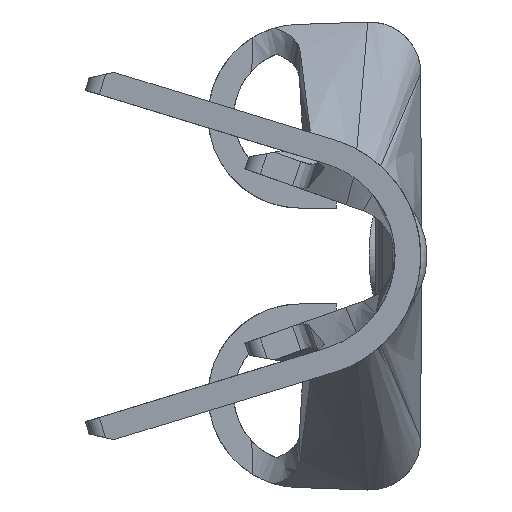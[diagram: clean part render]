
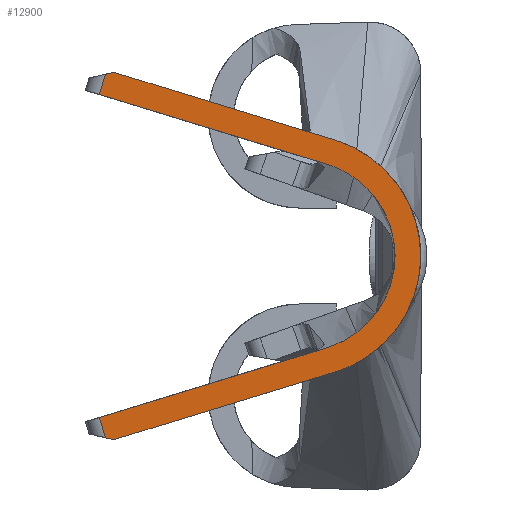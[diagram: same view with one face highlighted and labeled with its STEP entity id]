
A CAD part, left-side view. The second image highlights one B-rep face of the part: STEP entity #12900.
In plain terms, the highlighted planar face has unit normal (-0.996, 0.087, 0).
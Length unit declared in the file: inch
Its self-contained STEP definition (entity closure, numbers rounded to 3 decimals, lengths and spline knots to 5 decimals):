
#153 = DIRECTION ( 'NONE',  ( 0.085, 0.971, 0.224 ) ) ;
#470 = LINE ( 'NONE', #11760, #12278 ) ;
#584 = CARTESIAN_POINT ( 'NONE',  ( -0.73425, 0.17999, -0.1705 ) ) ;
#691 = CARTESIAN_POINT ( 'NONE',  ( -0.7453, 0.05376, -0.07267 ) ) ;
#822 = EDGE_CURVE ( 'NONE', #9041, #1040, #10186, .T. ) ;
#899 = DIRECTION ( 'NONE',  ( -0.083, -0.953, 0.292 ) ) ;
#1040 = VERTEX_POINT ( 'NONE', #3914 ) ;
#1254 = ORIENTED_EDGE ( 'NONE', *, *, #11204, .F. ) ;
#1411 = LINE ( 'NONE', #13441, #4709 ) ;
#1699 = DIRECTION ( 'NONE',  ( -0.026, -0.293, -0.956 ) ) ;
#1973 = DIRECTION ( 'NONE',  ( -0.083, -0.953, -0.292 ) ) ;
#2146 = ORIENTED_EDGE ( 'NONE', *, *, #12598, .F. ) ;
#2469 = CARTESIAN_POINT ( 'NONE',  ( -0.75, 0., -0.115 ) ) ;
#2723 = ORIENTED_EDGE ( 'NONE', *, *, #822, .F. ) ;
#2806 = CARTESIAN_POINT ( 'NONE',  ( -0.75094, -0.01077, -0.03619 ) ) ;
#2925 = CARTESIAN_POINT ( 'NONE',  ( -0.7453, 0.05376, 0.07267 ) ) ;
#3382 = VERTEX_POINT ( 'NONE', #8778 ) ;
#3584 = VECTOR ( 'NONE', #4462, 39.37008 ) ;
#3609 = ORIENTED_EDGE ( 'NONE', *, *, #7456, .F. ) ;
#3660 = ORIENTED_EDGE ( 'NONE', *, *, #11467, .T. ) ;
#3914 = CARTESIAN_POINT ( 'NONE',  ( -0.7332, 0.19207, 0.115 ) ) ;
#3934 = VERTEX_POINT ( 'NONE', #10056 ) ;
#4395 = EDGE_CURVE ( 'NONE', #9041, #3382, #470, .T. ) ;
#4462 = DIRECTION ( 'NONE',  ( -0.085, -0.971, 0.224 ) ) ;
#4667 = FACE_OUTER_BOUND ( 'NONE', #11108, .T. ) ;
#4694 = ORIENTED_EDGE ( 'NONE', *, *, #8076, .F. ) ;
#4709 = VECTOR ( 'NONE', #153, 39.37008 ) ;
#5044 = CARTESIAN_POINT ( 'NONE',  ( -0.74489, 0.05844, 0.05737 ) ) ;
#5106 = DIRECTION ( 'NONE',  ( 0.026, 0.293, -0.956 ) ) ;
#5180 = CARTESIAN_POINT ( 'NONE',  ( -0.74492, 0.05804, 0.05725 ) ) ;
#5295 = CARTESIAN_POINT ( 'NONE',  ( -0.74533, 0.05339, 0.07256 ) ) ;
#5387 = VERTEX_POINT ( 'NONE', #10921 ) ;
#5475 = CARTESIAN_POINT ( 'NONE',  ( -0.73273, 0.19734, 0.11378 ) ) ;
#5781 = VECTOR ( 'NONE', #899, 39.37008 ) ;
#5846 =( BOUNDED_CURVE ( )  B_SPLINE_CURVE ( 3, ( #10570, #2806, #11691, #5044 ),
 .UNSPECIFIED., .F., .T. ) 
 B_SPLINE_CURVE_WITH_KNOTS ( ( 4, 4 ),
 ( 1.86778, 4.41541 ),
 .UNSPECIFIED. ) 
 CURVE ( )  GEOMETRIC_REPRESENTATION_ITEM ( )  RATIONAL_B_SPLINE_CURVE ( ( 1., 0.528, 0.528, 1. ) ) 
 REPRESENTATION_ITEM ( '' )  );
#5972 = EDGE_CURVE ( 'NONE', #9781, #3934, #5846, .T. ) ;
#6129 = LINE ( 'NONE', #10881, #5781 ) ;
#6342 = DIRECTION ( 'NONE',  ( 0.083, 0.953, 0.292 ) ) ;
#6475 = VECTOR ( 'NONE', #13359, 39.37008 ) ;
#6778 = VECTOR ( 'NONE', #1973, 39.37008 ) ;
#7083 = ORIENTED_EDGE ( 'NONE', *, *, #5972, .F. ) ;
#7319 = CARTESIAN_POINT ( 'NONE',  ( -0.75297, -0.03391, -0.04584 ) ) ;
#7439 = CARTESIAN_POINT ( 'NONE',  ( -0.74489, 0.05844, -0.05737 ) ) ;
#7456 = EDGE_CURVE ( 'NONE', #5387, #9781, #6129, .T. ) ;
#7987 =( BOUNDED_CURVE ( )  B_SPLINE_CURVE ( 3, ( #2925, #8516, #7319, #691 ),
 .UNSPECIFIED., .F., .T. ) 
 B_SPLINE_CURVE_WITH_KNOTS ( ( 4, 4 ),
 ( 1.86778, 4.41541 ),
 .UNSPECIFIED. ) 
 CURVE ( )  GEOMETRIC_REPRESENTATION_ITEM ( )  RATIONAL_B_SPLINE_CURVE ( ( 1., 0.528, 0.528, 1. ) ) 
 REPRESENTATION_ITEM ( '' )  );
#8076 = EDGE_CURVE ( 'NONE', #9443, #8291, #12372, .T. ) ;
#8126 = AXIS2_PLACEMENT_3D ( 'NONE', #2469, #13514, #12454 ) ;
#8138 = VECTOR ( 'NONE', #6342, 39.37008 ) ;
#8152 = ORIENTED_EDGE ( 'NONE', *, *, #13104, .F. ) ;
#8291 = VERTEX_POINT ( 'NONE', #13676 ) ;
#8335 = ORIENTED_EDGE ( 'NONE', *, *, #10842, .F. ) ;
#8516 = CARTESIAN_POINT ( 'NONE',  ( -0.75297, -0.03391, 0.04584 ) ) ;
#8778 = CARTESIAN_POINT ( 'NONE',  ( -0.73239, 0.20123, 0.10107 ) ) ;
#9014 = CARTESIAN_POINT ( 'NONE',  ( -0.73273, 0.19734, -0.11378 ) ) ;
#9041 = VERTEX_POINT ( 'NONE', #5475 ) ;
#9325 = CARTESIAN_POINT ( 'NONE',  ( -0.7453, 0.05376, 0.07267 ) ) ;
#9443 = VERTEX_POINT ( 'NONE', #12118 ) ;
#9781 = VERTEX_POINT ( 'NONE', #7439 ) ;
#10013 = ORIENTED_EDGE ( 'NONE', *, *, #4395, .T. ) ;
#10056 = CARTESIAN_POINT ( 'NONE',  ( -0.74489, 0.05844, 0.05737 ) ) ;
#10094 = LINE ( 'NONE', #5295, #6778 ) ;
#10186 = LINE ( 'NONE', #11692, #3584 ) ;
#10570 = CARTESIAN_POINT ( 'NONE',  ( -0.74489, 0.05844, -0.05737 ) ) ;
#10842 = EDGE_CURVE ( 'NONE', #8291, #12307, #1411, .T. ) ;
#10881 = CARTESIAN_POINT ( 'NONE',  ( -0.74492, 0.05804, -0.05725 ) ) ;
#10921 = CARTESIAN_POINT ( 'NONE',  ( -0.73239, 0.20123, -0.10107 ) ) ;
#11108 = EDGE_LOOP ( 'NONE', ( #2723, #10013, #8152, #7083, #3609, #3660, #8335, #4694, #2146, #1254 ) ) ;
#11204 = EDGE_CURVE ( 'NONE', #1040, #12494, #10094, .T. ) ;
#11352 = PLANE ( 'NONE',  #8126 ) ;
#11467 = EDGE_CURVE ( 'NONE', #5387, #12307, #13534, .T. ) ;
#11691 = CARTESIAN_POINT ( 'NONE',  ( -0.75094, -0.01077, 0.03619 ) ) ;
#11692 = CARTESIAN_POINT ( 'NONE',  ( -0.73196, 0.20616, 0.11175 ) ) ;
#11760 = CARTESIAN_POINT ( 'NONE',  ( -0.72863, 0.2443, -0.03966 ) ) ;
#12118 = CARTESIAN_POINT ( 'NONE',  ( -0.7453, 0.05376, -0.07267 ) ) ;
#12258 = CARTESIAN_POINT ( 'NONE',  ( -0.74533, 0.05339, -0.07256 ) ) ;
#12278 = VECTOR ( 'NONE', #5106, 39.37008 ) ;
#12307 = VERTEX_POINT ( 'NONE', #9014 ) ;
#12372 = LINE ( 'NONE', #12258, #6475 ) ;
#12454 = DIRECTION ( 'NONE',  ( 0.087, 0.996, 0. ) ) ;
#12494 = VERTEX_POINT ( 'NONE', #9325 ) ;
#12598 = EDGE_CURVE ( 'NONE', #12494, #9443, #7987, .T. ) ;
#12900 = ADVANCED_FACE ( 'NONE', ( #4667 ), #11352, .F. ) ;
#13104 = EDGE_CURVE ( 'NONE', #3934, #3382, #14028, .T. ) ;
#13359 = DIRECTION ( 'NONE',  ( 0.083, 0.953, -0.292 ) ) ;
#13441 = CARTESIAN_POINT ( 'NONE',  ( -0.73196, 0.20616, -0.11175 ) ) ;
#13514 = DIRECTION ( 'NONE',  ( 0.996, -0.087, 0. ) ) ;
#13534 = LINE ( 'NONE', #584, #13878 ) ;
#13676 = CARTESIAN_POINT ( 'NONE',  ( -0.7332, 0.19207, -0.115 ) ) ;
#13878 = VECTOR ( 'NONE', #1699, 39.37008 ) ;
#14028 = LINE ( 'NONE', #5180, #8138 ) ;
